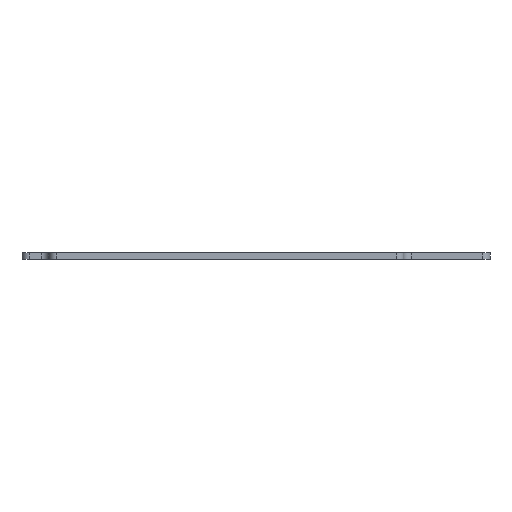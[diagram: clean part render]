
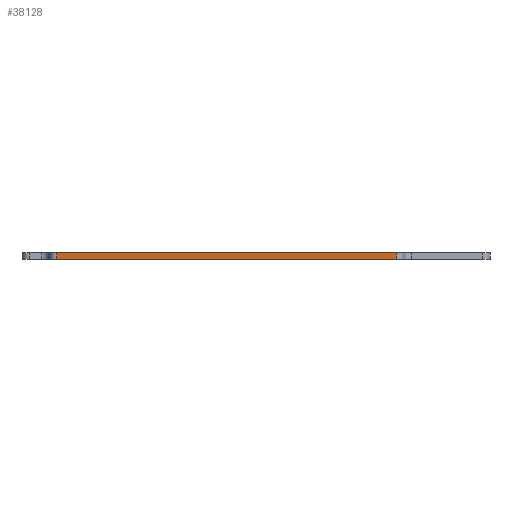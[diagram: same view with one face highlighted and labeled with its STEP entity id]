
A CAD part, left-side view. The second image highlights one B-rep face of the part: STEP entity #38128.
In plain terms, the highlighted planar face has unit normal (-1, 0, 0).
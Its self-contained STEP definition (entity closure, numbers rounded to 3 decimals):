
#83 = PLANE('',#84);
#84 = AXIS2_PLACEMENT_3D('',#85,#86,#87);
#85 = CARTESIAN_POINT('',(151.039,-102.327,1.6));
#86 = DIRECTION('',(0.,0.,1.));
#87 = DIRECTION('',(1.,0.,-0.));
#111 = CYLINDRICAL_SURFACE('',#112,1.796);
#112 = AXIS2_PLACEMENT_3D('',#113,#114,#115);
#113 = CARTESIAN_POINT('',(107.752,-57.905,0.));
#114 = DIRECTION('',(-0.,-0.,-1.));
#115 = DIRECTION('',(1.,0.,-0.));
#137 = PLANE('',#138);
#138 = AXIS2_PLACEMENT_3D('',#139,#140,#141);
#139 = CARTESIAN_POINT('',(151.039,-102.327,0.));
#140 = DIRECTION('',(0.,0.,1.));
#141 = DIRECTION('',(1.,0.,-0.));
#232 = VERTEX_POINT('',#233);
#233 = CARTESIAN_POINT('',(105.956,-57.905,1.6));
#255 = EDGE_CURVE('',#256,#232,#258,.T.);
#256 = VERTEX_POINT('',#257);
#257 = CARTESIAN_POINT('',(105.956,-57.905,0.));
#258 = SURFACE_CURVE('',#259,(#263,#270),.PCURVE_S1.);
#259 = LINE('',#260,#261);
#260 = CARTESIAN_POINT('',(105.956,-57.905,0.));
#261 = VECTOR('',#262,1.);
#262 = DIRECTION('',(0.,0.,1.));
#263 = PCURVE('',#111,#264);
#264 = DEFINITIONAL_REPRESENTATION('',(#265),#269);
#265 = LINE('',#266,#267);
#266 = CARTESIAN_POINT('',(-3.141,0.));
#267 = VECTOR('',#268,1.);
#268 = DIRECTION('',(-0.,-1.));
#269 = ( GEOMETRIC_REPRESENTATION_CONTEXT(2) 
PARAMETRIC_REPRESENTATION_CONTEXT() REPRESENTATION_CONTEXT('2D SPACE',''
  ) );
#270 = PCURVE('',#271,#276);
#271 = PLANE('',#272);
#272 = AXIS2_PLACEMENT_3D('',#273,#274,#275);
#273 = CARTESIAN_POINT('',(105.956,-57.905,0.));
#274 = DIRECTION('',(1.,0.,-0.));
#275 = DIRECTION('',(0.,-1.,0.));
#276 = DEFINITIONAL_REPRESENTATION('',(#277),#281);
#277 = LINE('',#278,#279);
#278 = CARTESIAN_POINT('',(0.,0.));
#279 = VECTOR('',#280,1.);
#280 = DIRECTION('',(0.,-1.));
#281 = ( GEOMETRIC_REPRESENTATION_CONTEXT(2) 
PARAMETRIC_REPRESENTATION_CONTEXT() REPRESENTATION_CONTEXT('2D SPACE',''
  ) );
#310 = EDGE_CURVE('',#256,#311,#313,.T.);
#311 = VERTEX_POINT('',#312);
#312 = CARTESIAN_POINT('',(105.956,-138.133,0.));
#313 = SURFACE_CURVE('',#314,(#318,#325),.PCURVE_S1.);
#314 = LINE('',#315,#316);
#315 = CARTESIAN_POINT('',(105.956,-57.905,0.));
#316 = VECTOR('',#317,1.);
#317 = DIRECTION('',(0.,-1.,0.));
#318 = PCURVE('',#137,#319);
#319 = DEFINITIONAL_REPRESENTATION('',(#320),#324);
#320 = LINE('',#321,#322);
#321 = CARTESIAN_POINT('',(-45.083,44.423));
#322 = VECTOR('',#323,1.);
#323 = DIRECTION('',(0.,-1.));
#324 = ( GEOMETRIC_REPRESENTATION_CONTEXT(2) 
PARAMETRIC_REPRESENTATION_CONTEXT() REPRESENTATION_CONTEXT('2D SPACE',''
  ) );
#325 = PCURVE('',#271,#326);
#326 = DEFINITIONAL_REPRESENTATION('',(#327),#331);
#327 = LINE('',#328,#329);
#328 = CARTESIAN_POINT('',(0.,0.));
#329 = VECTOR('',#330,1.);
#330 = DIRECTION('',(1.,0.));
#331 = ( GEOMETRIC_REPRESENTATION_CONTEXT(2) 
PARAMETRIC_REPRESENTATION_CONTEXT() REPRESENTATION_CONTEXT('2D SPACE',''
  ) );
#350 = CYLINDRICAL_SURFACE('',#351,1.796);
#351 = AXIS2_PLACEMENT_3D('',#352,#353,#354);
#352 = CARTESIAN_POINT('',(107.752,-138.133,0.));
#353 = DIRECTION('',(-0.,-0.,-1.));
#354 = DIRECTION('',(1.,0.,-0.));
#20866 = EDGE_CURVE('',#232,#20867,#20869,.T.);
#20867 = VERTEX_POINT('',#20868);
#20868 = CARTESIAN_POINT('',(105.956,-138.133,1.6));
#20869 = SURFACE_CURVE('',#20870,(#20874,#20881),.PCURVE_S1.);
#20870 = LINE('',#20871,#20872);
#20871 = CARTESIAN_POINT('',(105.956,-57.905,1.6));
#20872 = VECTOR('',#20873,1.);
#20873 = DIRECTION('',(0.,-1.,0.));
#20874 = PCURVE('',#83,#20875);
#20875 = DEFINITIONAL_REPRESENTATION('',(#20876),#20880);
#20876 = LINE('',#20877,#20878);
#20877 = CARTESIAN_POINT('',(-45.083,44.423));
#20878 = VECTOR('',#20879,1.);
#20879 = DIRECTION('',(0.,-1.));
#20880 = ( GEOMETRIC_REPRESENTATION_CONTEXT(2) 
PARAMETRIC_REPRESENTATION_CONTEXT() REPRESENTATION_CONTEXT('2D SPACE',''
  ) );
#20881 = PCURVE('',#271,#20882);
#20882 = DEFINITIONAL_REPRESENTATION('',(#20883),#20887);
#20883 = LINE('',#20884,#20885);
#20884 = CARTESIAN_POINT('',(0.,-1.6));
#20885 = VECTOR('',#20886,1.);
#20886 = DIRECTION('',(1.,0.));
#20887 = ( GEOMETRIC_REPRESENTATION_CONTEXT(2) 
PARAMETRIC_REPRESENTATION_CONTEXT() REPRESENTATION_CONTEXT('2D SPACE',''
  ) );
#38128 = ADVANCED_FACE('',(#38129),#271,.F.);
#38129 = FACE_BOUND('',#38130,.F.);
#38130 = EDGE_LOOP('',(#38131,#38132,#38133,#38154));
#38131 = ORIENTED_EDGE('',*,*,#255,.T.);
#38132 = ORIENTED_EDGE('',*,*,#20866,.T.);
#38133 = ORIENTED_EDGE('',*,*,#38134,.F.);
#38134 = EDGE_CURVE('',#311,#20867,#38135,.T.);
#38135 = SURFACE_CURVE('',#38136,(#38140,#38147),.PCURVE_S1.);
#38136 = LINE('',#38137,#38138);
#38137 = CARTESIAN_POINT('',(105.956,-138.133,0.));
#38138 = VECTOR('',#38139,1.);
#38139 = DIRECTION('',(0.,0.,1.));
#38140 = PCURVE('',#271,#38141);
#38141 = DEFINITIONAL_REPRESENTATION('',(#38142),#38146);
#38142 = LINE('',#38143,#38144);
#38143 = CARTESIAN_POINT('',(80.228,0.));
#38144 = VECTOR('',#38145,1.);
#38145 = DIRECTION('',(0.,-1.));
#38146 = ( GEOMETRIC_REPRESENTATION_CONTEXT(2) 
PARAMETRIC_REPRESENTATION_CONTEXT() REPRESENTATION_CONTEXT('2D SPACE',''
  ) );
#38147 = PCURVE('',#350,#38148);
#38148 = DEFINITIONAL_REPRESENTATION('',(#38149),#38153);
#38149 = LINE('',#38150,#38151);
#38150 = CARTESIAN_POINT('',(-3.141,0.));
#38151 = VECTOR('',#38152,1.);
#38152 = DIRECTION('',(-0.,-1.));
#38153 = ( GEOMETRIC_REPRESENTATION_CONTEXT(2) 
PARAMETRIC_REPRESENTATION_CONTEXT() REPRESENTATION_CONTEXT('2D SPACE',''
  ) );
#38154 = ORIENTED_EDGE('',*,*,#310,.F.);
